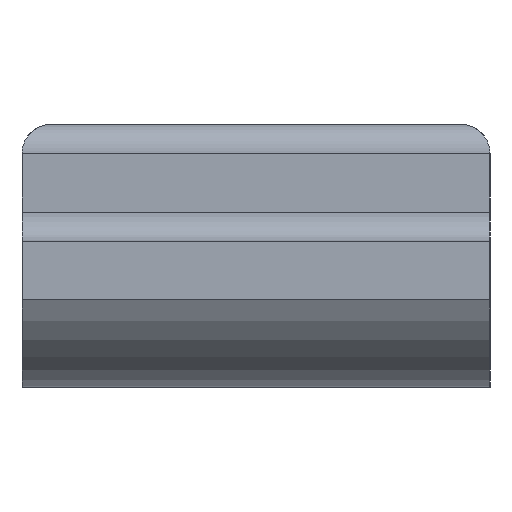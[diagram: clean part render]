
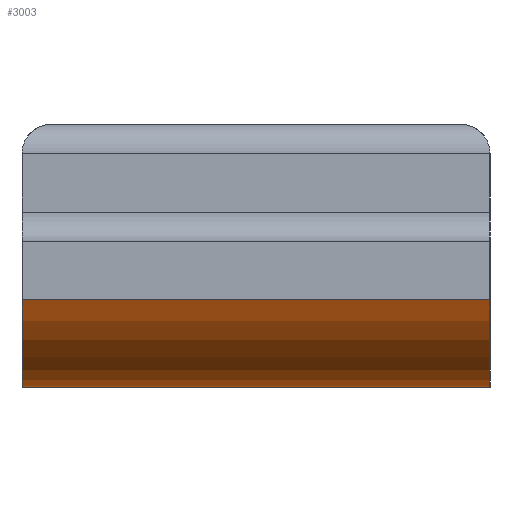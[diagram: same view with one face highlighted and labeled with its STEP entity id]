
A CAD part, left-side view. The second image highlights one B-rep face of the part: STEP entity #3003.
In plain terms, the highlighted cylindrical face has radius 2.5 mm (diameter 5 mm), a partial arc.
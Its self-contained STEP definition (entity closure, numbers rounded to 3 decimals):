
#78 = CARTESIAN_POINT ( 'NONE',  ( -18.946, 0., -6.4 ) ) ;
#105 = ORIENTED_EDGE ( 'NONE', *, *, #3292, .T. ) ;
#393 = VERTEX_POINT ( 'NONE', #1092 ) ;
#398 = CARTESIAN_POINT ( 'NONE',  ( -18.946, 8., -6.4 ) ) ;
#420 = VECTOR ( 'NONE', #2226, 1000. ) ;
#530 = AXIS2_PLACEMENT_3D ( 'NONE', #2186, #2195, #1671 ) ;
#644 = VERTEX_POINT ( 'NONE', #78 ) ;
#701 = EDGE_LOOP ( 'NONE', ( #2831, #105, #3185, #2746 ) ) ;
#741 = DIRECTION ( 'NONE',  ( 0., 0., 1. ) ) ;
#760 = EDGE_CURVE ( 'NONE', #3117, #393, #2406, .T. ) ;
#894 = CARTESIAN_POINT ( 'NONE',  ( -21.238, 8., -4.9 ) ) ;
#947 = DIRECTION ( 'NONE',  ( 0., -1., 0. ) ) ;
#1013 = EDGE_CURVE ( 'NONE', #644, #393, #3260, .T. ) ;
#1035 = CYLINDRICAL_SURFACE ( 'NONE', #3040, 2.5 ) ;
#1092 = CARTESIAN_POINT ( 'NONE',  ( -21.238, 0., -4.9 ) ) ;
#1235 = AXIS2_PLACEMENT_3D ( 'NONE', #2351, #3128, #741 ) ;
#1339 = DIRECTION ( 'NONE',  ( 0., -1., 0. ) ) ;
#1671 = DIRECTION ( 'NONE',  ( 0., 0., 1. ) ) ;
#1703 = CIRCLE ( 'NONE', #530, 2.5 ) ;
#1732 = VECTOR ( 'NONE', #947, 1000. ) ;
#1822 = LINE ( 'NONE', #398, #420 ) ;
#1866 = FACE_OUTER_BOUND ( 'NONE', #701, .T. ) ;
#2135 = CARTESIAN_POINT ( 'NONE',  ( -21.238, 8., -4.9 ) ) ;
#2186 = CARTESIAN_POINT ( 'NONE',  ( -18.946, 8., -3.9 ) ) ;
#2195 = DIRECTION ( 'NONE',  ( 0., 1., 0. ) ) ;
#2226 = DIRECTION ( 'NONE',  ( 0., -1., 0. ) ) ;
#2321 = CARTESIAN_POINT ( 'NONE',  ( -18.946, 8., -3.9 ) ) ;
#2351 = CARTESIAN_POINT ( 'NONE',  ( -18.946, 0., -3.9 ) ) ;
#2359 = DIRECTION ( 'NONE',  ( 0., 0., -1. ) ) ;
#2406 = LINE ( 'NONE', #894, #1732 ) ;
#2746 = ORIENTED_EDGE ( 'NONE', *, *, #760, .F. ) ;
#2802 = VERTEX_POINT ( 'NONE', #3157 ) ;
#2808 = EDGE_CURVE ( 'NONE', #2802, #3117, #1703, .T. ) ;
#2831 = ORIENTED_EDGE ( 'NONE', *, *, #2808, .F. ) ;
#3003 = ADVANCED_FACE ( 'NONE', ( #1866 ), #1035, .T. ) ;
#3040 = AXIS2_PLACEMENT_3D ( 'NONE', #2321, #1339, #2359 ) ;
#3117 = VERTEX_POINT ( 'NONE', #2135 ) ;
#3128 = DIRECTION ( 'NONE',  ( 0., 1., 0. ) ) ;
#3157 = CARTESIAN_POINT ( 'NONE',  ( -18.946, 8., -6.4 ) ) ;
#3185 = ORIENTED_EDGE ( 'NONE', *, *, #1013, .T. ) ;
#3260 = CIRCLE ( 'NONE', #1235, 2.5 ) ;
#3292 = EDGE_CURVE ( 'NONE', #2802, #644, #1822, .T. ) ;
